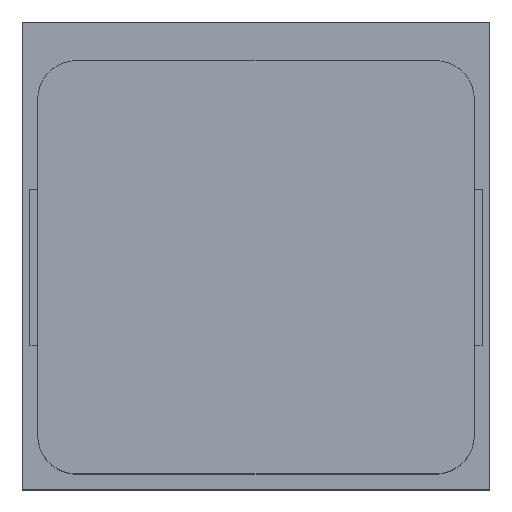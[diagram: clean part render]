
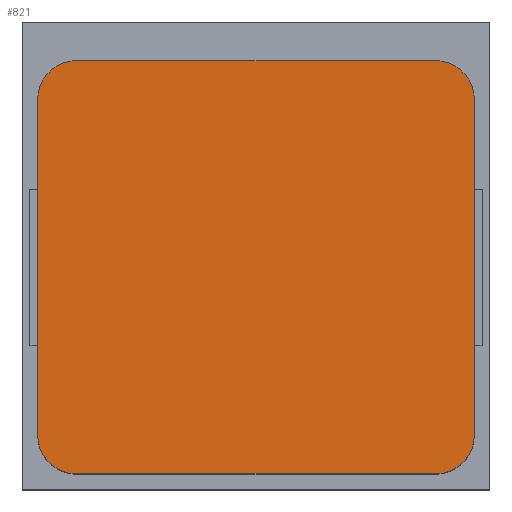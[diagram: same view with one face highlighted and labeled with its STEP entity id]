
A CAD part, top view. The second image highlights one B-rep face of the part: STEP entity #821.
In plain terms, the highlighted planar face has unit normal (0, 0, 1).
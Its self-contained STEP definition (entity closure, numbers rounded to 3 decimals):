
#588 = VERTEX_POINT('',#589);
#589 = CARTESIAN_POINT('',(-2.8,2.,3.55));
#606 = VERTEX_POINT('',#607);
#607 = CARTESIAN_POINT('',(-2.8,-2.3,3.55));
#613 = EDGE_CURVE('',#588,#606,#614,.T.);
#614 = LINE('',#615,#616);
#615 = CARTESIAN_POINT('',(-2.8,-2.8,3.55));
#616 = VECTOR('',#617,1.);
#617 = DIRECTION('',(0.,-1.,0.));
#657 = VERTEX_POINT('',#658);
#658 = CARTESIAN_POINT('',(2.8,2.,3.55));
#664 = EDGE_CURVE('',#665,#657,#667,.T.);
#665 = VERTEX_POINT('',#666);
#666 = CARTESIAN_POINT('',(2.8,-2.3,3.55));
#667 = LINE('',#668,#669);
#668 = CARTESIAN_POINT('',(2.8,2.5,3.55));
#669 = VECTOR('',#670,1.);
#670 = DIRECTION('',(0.,1.,0.));
#692 = VERTEX_POINT('',#693);
#693 = CARTESIAN_POINT('',(-2.3,2.5,3.55));
#699 = EDGE_CURVE('',#700,#692,#702,.T.);
#700 = VERTEX_POINT('',#701);
#701 = CARTESIAN_POINT('',(2.3,2.5,3.55));
#702 = LINE('',#703,#704);
#703 = CARTESIAN_POINT('',(-2.8,2.5,3.55));
#704 = VECTOR('',#705,1.);
#705 = DIRECTION('',(-1.,0.,0.));
#722 = EDGE_CURVE('',#700,#657,#723,.T.);
#723 = CIRCLE('',#724,0.5);
#724 = AXIS2_PLACEMENT_3D('',#725,#726,#727);
#725 = CARTESIAN_POINT('',(2.3,2.,3.55));
#726 = DIRECTION('',(0.,0.,-1.));
#727 = DIRECTION('',(0.707,0.707,0.));
#740 = EDGE_CURVE('',#665,#741,#743,.T.);
#741 = VERTEX_POINT('',#742);
#742 = CARTESIAN_POINT('',(2.3,-2.8,3.55));
#743 = CIRCLE('',#744,0.5);
#744 = AXIS2_PLACEMENT_3D('',#745,#746,#747);
#745 = CARTESIAN_POINT('',(2.3,-2.3,3.55));
#746 = DIRECTION('',(0.,0.,-1.));
#747 = DIRECTION('',(0.707,-0.707,0.));
#766 = VERTEX_POINT('',#767);
#767 = CARTESIAN_POINT('',(-2.3,-2.8,3.55));
#775 = EDGE_CURVE('',#766,#741,#776,.T.);
#776 = LINE('',#777,#778);
#777 = CARTESIAN_POINT('',(2.8,-2.8,3.55));
#778 = VECTOR('',#779,1.);
#779 = DIRECTION('',(1.,0.,0.));
#789 = EDGE_CURVE('',#766,#606,#790,.T.);
#790 = CIRCLE('',#791,0.5);
#791 = AXIS2_PLACEMENT_3D('',#792,#793,#794);
#792 = CARTESIAN_POINT('',(-2.3,-2.3,3.55));
#793 = DIRECTION('',(0.,0.,-1.));
#794 = DIRECTION('',(-0.707,-0.707,-0.));
#807 = EDGE_CURVE('',#588,#692,#808,.T.);
#808 = CIRCLE('',#809,0.5);
#809 = AXIS2_PLACEMENT_3D('',#810,#811,#812);
#810 = CARTESIAN_POINT('',(-2.3,2.,3.55));
#811 = DIRECTION('',(0.,0.,-1.));
#812 = DIRECTION('',(-0.707,0.707,0.));
#821 = ADVANCED_FACE('',(#822),#832,.T.);
#822 = FACE_BOUND('',#823,.T.);
#823 = EDGE_LOOP('',(#824,#825,#826,#827,#828,#829,#830,#831));
#824 = ORIENTED_EDGE('',*,*,#807,.F.);
#825 = ORIENTED_EDGE('',*,*,#613,.T.);
#826 = ORIENTED_EDGE('',*,*,#789,.F.);
#827 = ORIENTED_EDGE('',*,*,#775,.T.);
#828 = ORIENTED_EDGE('',*,*,#740,.F.);
#829 = ORIENTED_EDGE('',*,*,#664,.T.);
#830 = ORIENTED_EDGE('',*,*,#722,.F.);
#831 = ORIENTED_EDGE('',*,*,#699,.T.);
#832 = PLANE('',#833);
#833 = AXIS2_PLACEMENT_3D('',#834,#835,#836);
#834 = CARTESIAN_POINT('',(0.,-0.15,3.55));
#835 = DIRECTION('',(0.,0.,1.));
#836 = DIRECTION('',(1.,0.,0.));
